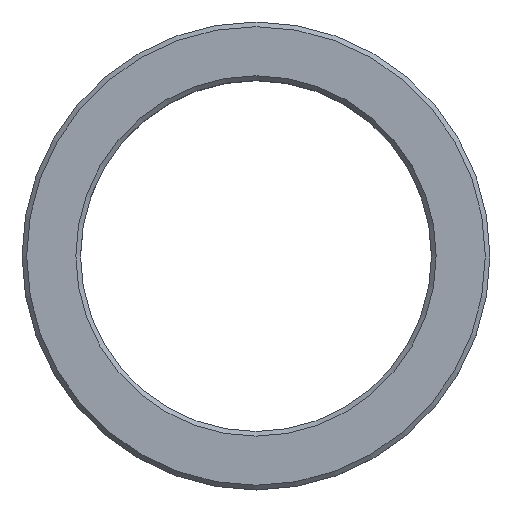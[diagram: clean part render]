
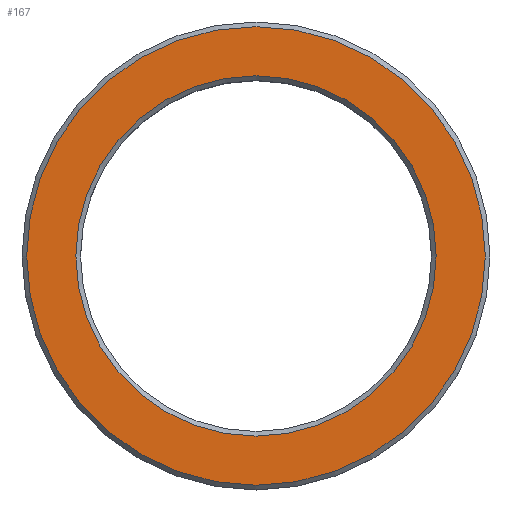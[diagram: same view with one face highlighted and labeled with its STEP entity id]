
A CAD part, top view. The second image highlights one B-rep face of the part: STEP entity #167.
In plain terms, the highlighted planar face has unit normal (0, 0, 1).
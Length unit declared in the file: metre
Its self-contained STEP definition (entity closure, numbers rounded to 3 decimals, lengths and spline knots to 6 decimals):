
#167=ADVANCED_FACE('',(#211,#212),#213,.T.);
#211=FACE_BOUND('',#3163,.T.);
#212=FACE_OUTER_BOUND('',#3164,.T.);
#213=PLANE('',#3165);
#3163=EDGE_LOOP('',(#6154));
#3164=EDGE_LOOP('',(#6155));
#3165=AXIS2_PLACEMENT_3D('',#6156,#6157,#6158);
#6154=ORIENTED_EDGE('',*,*,#6191,.T.);
#6155=ORIENTED_EDGE('',*,*,#6182,.F.);
#6156=CARTESIAN_POINT('',(0.049,0.0,0.04));
#6157=DIRECTION('',(0.0,0.,1.0));
#6158=DIRECTION('',(0.0,-1.0,0.));
#6182=EDGE_CURVE('',#6216,#6216,#6217,.T.);
#6191=EDGE_CURVE('',#6234,#6234,#6235,.T.);
#6216=VERTEX_POINT('',#6484);
#6217=CIRCLE('',#6485,0.049);
#6234=VERTEX_POINT('',#6502);
#6235=CIRCLE('',#6503,0.0385);
#6484=CARTESIAN_POINT('',(0.0,0.049,0.04));
#6485=AXIS2_PLACEMENT_3D('',#6526,#6527,#6528);
#6502=CARTESIAN_POINT('',(0.0,0.0385,0.04));
#6503=AXIS2_PLACEMENT_3D('',#6553,#6554,#6555);
#6526=CARTESIAN_POINT('',(0.0,0.0,0.04));
#6527=DIRECTION('',(0.0,0.,-1.0));
#6528=DIRECTION('',(0.0,1.0,0.));
#6553=CARTESIAN_POINT('',(0.0,0.0,0.04));
#6554=DIRECTION('',(0.0,0.,-1.0));
#6555=DIRECTION('',(0.0,1.0,0.));
